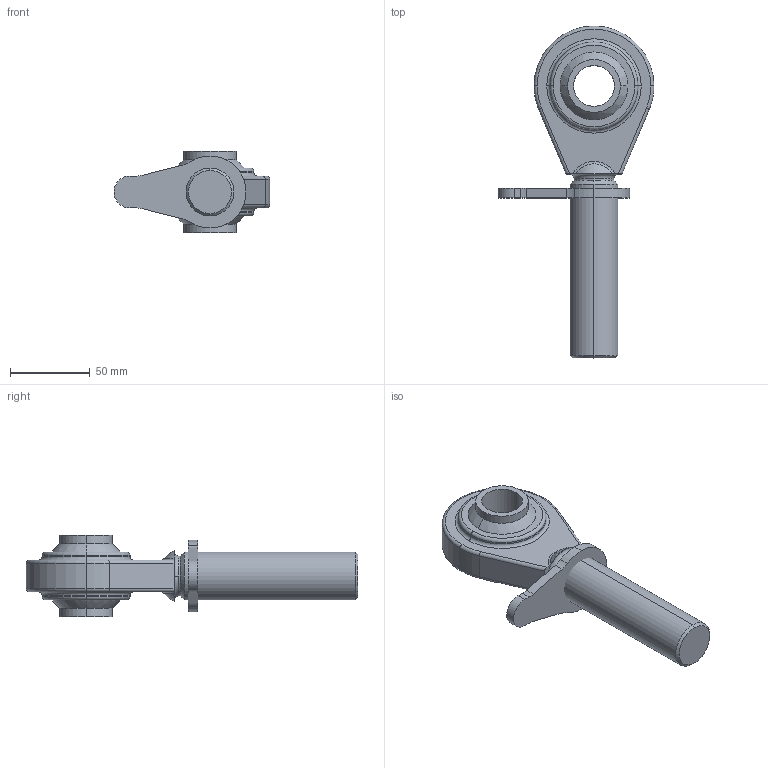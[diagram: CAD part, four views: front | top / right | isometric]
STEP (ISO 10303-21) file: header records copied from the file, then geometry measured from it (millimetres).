
FILE_DESCRIPTION (( 'STEP AP203' ), '1' );
FILE_NAME ('RAR253P.STEP', '2014-09-03T07:39:01', ( '' ), ( '' ), 'SwSTEP 2.0', 'SolidWorks 2013', '' );
FILE_SCHEMA (( 'CONFIG_CONTROL_DESIGN' ));
Length unit declared in the file: millimetre
Products named in the file (1): RAR253P
Bounding box: 97.5 x 207.5 x 51 mm (x, y, z)
Surface area: 37838 mm2 (no closed solid volume)
Topology: 0 solids, 2 shells, 73 faces, 170 edges, 106 vertices
Faces by surface type: cylinder 29, torus 18, plane 16, sphere 6, cone 4
Entity records: 2212 total; most frequent: DIRECTION 416, CARTESIAN_POINT 390, ORIENTED_EDGE 336, AXIS2_PLACEMENT_3D 180, EDGE_CURVE 170, CIRCLE 106, VERTEX_POINT 106, EDGE_LOOP 82
